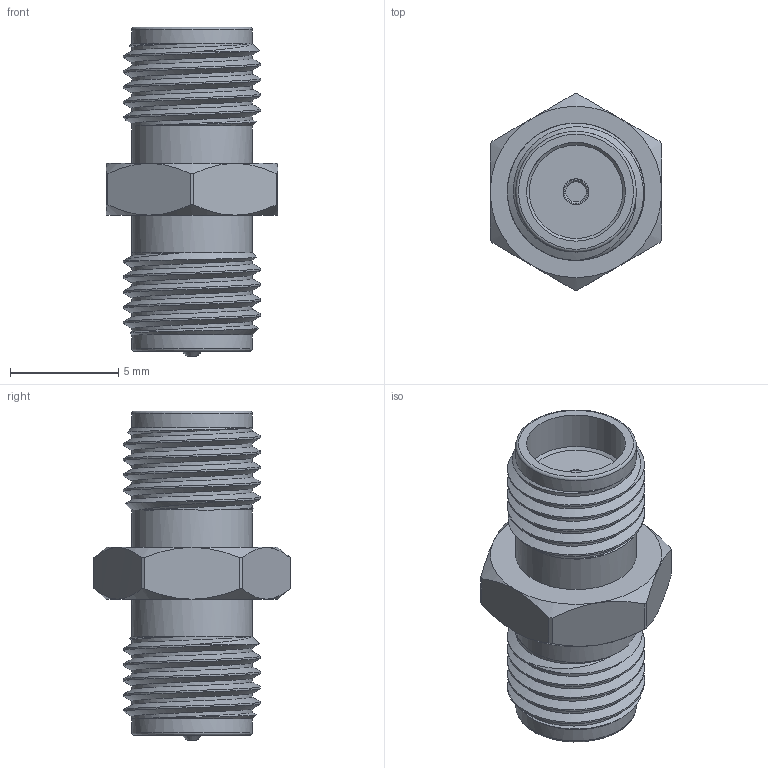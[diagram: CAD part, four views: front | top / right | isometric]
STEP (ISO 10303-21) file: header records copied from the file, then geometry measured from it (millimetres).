
FILE_DESCRIPTION (( 'STEP AP203' ), '1' );
FILE_NAME ('PE91260_3D.step', '2022-05-02T14:52:25', ( '' ), ( '' ), 'SwSTEP 2.0', 'SolidWorks 2021', '' );
FILE_SCHEMA (( 'CONFIG_CONTROL_DESIGN' ));
Length unit declared in the file: inch
Products named in the file (1): PE91260_3D
Bounding box: 7.94 x 9.08 x 15.25 mm (x, y, z)
Volume: 396 mm3; surface area: 552.8 mm2
Topology: 1 solids, 3 shells, 82 faces, 184 edges, 115 vertices
Faces by surface type: plane 33, cone 21, cylinder 20, bspline 6, torus 2
Full cylindrical faces by diameter (mm): 0.914 x1, 0.94 x1, 1.168 x1, 1.194 x1, 4.572 x2, 5.582 x4
Entity records: 5925 total; most frequent: CARTESIAN_POINT 4205, ORIENTED_EDGE 326, DIRECTION 324, EDGE_CURVE 163, AXIS2_PLACEMENT_3D 138, VERTEX_POINT 109, EDGE_LOOP 104, FACE_OUTER_BOUND 94
